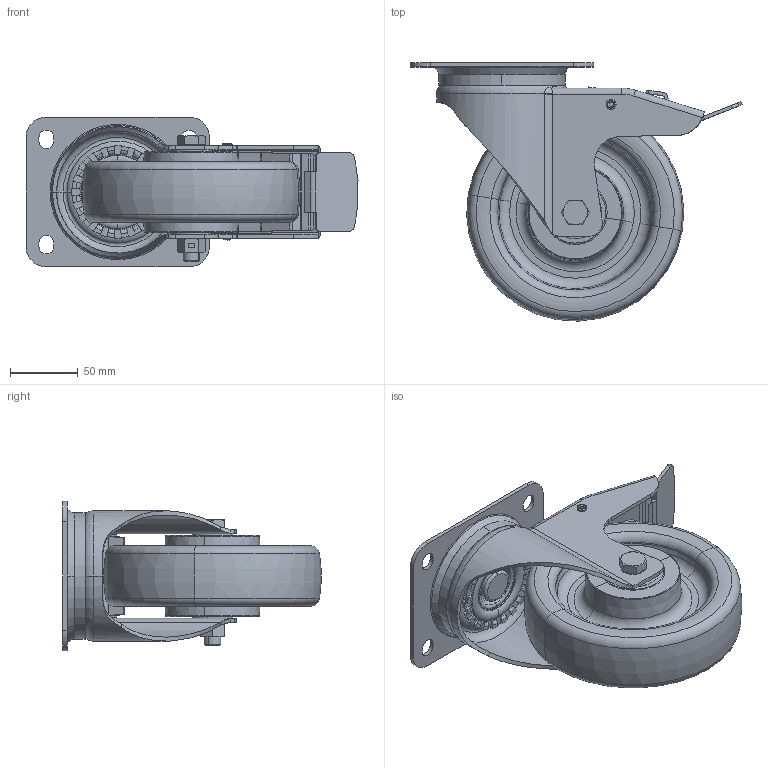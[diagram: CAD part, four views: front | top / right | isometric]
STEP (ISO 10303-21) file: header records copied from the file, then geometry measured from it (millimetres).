
FILE_DESCRIPTION (( 'STEP AP214' ), '1' );
FILE_NAME ('0055934.step', '2023-06-13T07:46:39', ( '' ), ( '' ), 'SwSTEP 2.0', 'SolidWorks 2020', '' );
FILE_SCHEMA (( 'AUTOMOTIVE_DESIGN' ));
Length unit declared in the file: millimetre
Products named in the file (1): 0055934
Bounding box: 244.14 x 189.83 x 110 mm (x, y, z)
Volume: 905741.2 mm3; surface area: 330204.6 mm2
Topology: 25 solids, 26 shells, 1491 faces, 3834 edges, 2367 vertices
Faces by surface type: plane 539, cylinder 368, torus 310, cone 120, bspline 80, sphere 74
Entity records: 71913 total; most frequent: CARTESIAN_POINT 19729, DIRECTION 7712, ORIENTED_EDGE 7380, EDGE_CURVE 3690, AXIS2_PLACEMENT_3D 3132, VERTEX_POINT 2283, CIRCLE 1720, EDGE_LOOP 1591
